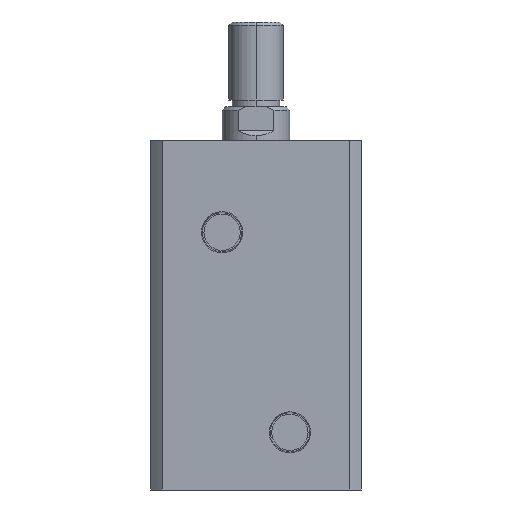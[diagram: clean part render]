
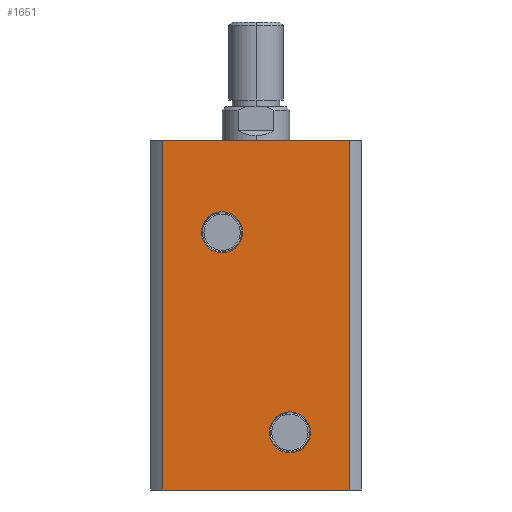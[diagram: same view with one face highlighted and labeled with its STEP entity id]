
A CAD part, left-side view. The second image highlights one B-rep face of the part: STEP entity #1651.
In plain terms, the highlighted planar face has unit normal (-1, 0, 0).
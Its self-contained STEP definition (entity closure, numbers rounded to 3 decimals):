
#906 = CARTESIAN_POINT ( 'NONE',  ( -31., -10., 17. ) ) ;
#907 = DIRECTION ( 'NONE',  ( -1., 0., 0. ) ) ;
#908 = DIRECTION ( 'NONE',  ( 0., 0., 1. ) ) ;
#917 = CARTESIAN_POINT ( 'NONE',  ( -31., 27.591, 103. ) ) ;
#918 = DIRECTION ( 'NONE',  ( 0., 0., -1. ) ) ;
#1056 = CARTESIAN_POINT ( 'NONE',  ( -31., 10., 76. ) ) ;
#1057 = DIRECTION ( 'NONE',  ( -1., 0., 0. ) ) ;
#1058 = DIRECTION ( 'NONE',  ( 0., 0., 1. ) ) ;
#1101 = CARTESIAN_POINT ( 'NONE',  ( -31., -10., 17. ) ) ;
#1102 = DIRECTION ( 'NONE',  ( -1., 0., 0. ) ) ;
#1103 = DIRECTION ( 'NONE',  ( 0., 0., 1. ) ) ;
#1104 = CARTESIAN_POINT ( 'NONE',  ( -31., -27.591, 103. ) ) ;
#1105 = DIRECTION ( 'NONE',  ( 0., 0., -1. ) ) ;
#1106 = CARTESIAN_POINT ( 'NONE',  ( -31., 10., 76. ) ) ;
#1107 = DIRECTION ( 'NONE',  ( -1., 0., 0. ) ) ;
#1108 = DIRECTION ( 'NONE',  ( 0., 0., 1. ) ) ;
#1112 = CARTESIAN_POINT ( 'NONE',  ( -31., 0., 0. ) ) ;
#1113 = DIRECTION ( 'NONE',  ( 0., -1., 0. ) ) ;
#1157 = CARTESIAN_POINT ( 'NONE',  ( -31., 0., 103. ) ) ;
#1158 = DIRECTION ( 'NONE',  ( 0., -1., 0. ) ) ;
#1391 = EDGE_CURVE ( 'NONE', #3064, #3063, #2711, .T. ) ;
#1400 = EDGE_CURVE ( 'NONE', #1947, #1899, #2727, .T. ) ;
#1456 = EDGE_CURVE ( 'NONE', #3080, #3075, #2814, .T. ) ;
#1476 = EDGE_CURVE ( 'NONE', #3063, #3064, #2852, .T. ) ;
#1477 = EDGE_CURVE ( 'NONE', #3075, #3080, #2854, .T. ) ;
#1479 = EDGE_CURVE ( 'NONE', #1903, #1920, #2856, .T. ) ;
#1480 = EDGE_CURVE ( 'NONE', #1899, #1920, #2857, .T. ) ;
#1499 = EDGE_CURVE ( 'NONE', #1947, #1903, #2883, .T. ) ;
#1582 = AXIS2_PLACEMENT_3D ( 'NONE', #906, #907, #908 ) ;
#1602 = AXIS2_PLACEMENT_3D ( 'NONE', #1056, #1057, #1058 ) ;
#1611 = AXIS2_PLACEMENT_3D ( 'NONE', #1101, #1102, #1103 ) ;
#1612 = AXIS2_PLACEMENT_3D ( 'NONE', #1106, #1107, #1108 ) ;
#1651 = ADVANCED_FACE ( 'NONE', ( #2943, #2949, #2947 ), #1897, .F. ) ;
#1886 = DIRECTION ( 'NONE',  ( 1., 0., 0. ) ) ;
#1895 = CARTESIAN_POINT ( 'NONE',  ( -31., 0., 103. ) ) ;
#1897 = PLANE ( 'NONE',  #3628 ) ;
#1899 = VERTEX_POINT ( 'NONE', #2285 ) ;
#1900 = DIRECTION ( 'NONE',  ( 0., 0., -1. ) ) ;
#1903 = VERTEX_POINT ( 'NONE', #2288 ) ;
#1920 = VERTEX_POINT ( 'NONE', #2283 ) ;
#1947 = VERTEX_POINT ( 'NONE', #2291 ) ;
#2283 = CARTESIAN_POINT ( 'NONE',  ( -31., -27.591, 0. ) ) ;
#2285 = CARTESIAN_POINT ( 'NONE',  ( -31., 27.591, 0. ) ) ;
#2288 = CARTESIAN_POINT ( 'NONE',  ( -31., -27.591, 103. ) ) ;
#2291 = CARTESIAN_POINT ( 'NONE',  ( -31., 27.591, 103. ) ) ;
#2337 = CARTESIAN_POINT ( 'NONE',  ( -31., -10., 23.06 ) ) ;
#2338 = CARTESIAN_POINT ( 'NONE',  ( -31., -10., 10.94 ) ) ;
#2349 = CARTESIAN_POINT ( 'NONE',  ( -31., 10., 82.06 ) ) ;
#2354 = CARTESIAN_POINT ( 'NONE',  ( -31., 10., 69.94 ) ) ;
#2446 = ORIENTED_EDGE ( 'NONE', *, *, #1499, .F. ) ;
#2447 = ORIENTED_EDGE ( 'NONE', *, *, #1400, .T. ) ;
#2711 = CIRCLE ( 'NONE', #1582, 6.06 ) ;
#2727 = LINE ( 'NONE', #917, #2729 ) ;
#2729 = VECTOR ( 'NONE', #918, 1000. ) ;
#2814 = CIRCLE ( 'NONE', #1602, 6.06 ) ;
#2852 = CIRCLE ( 'NONE', #1611, 6.06 ) ;
#2854 = CIRCLE ( 'NONE', #1612, 6.06 ) ;
#2856 = LINE ( 'NONE', #1104, #2858 ) ;
#2857 = LINE ( 'NONE', #1112, #2860 ) ;
#2858 = VECTOR ( 'NONE', #1105, 1000. ) ;
#2860 = VECTOR ( 'NONE', #1113, 1000. ) ;
#2883 = LINE ( 'NONE', #1157, #2885 ) ;
#2885 = VECTOR ( 'NONE', #1158, 1000. ) ;
#2943 = FACE_BOUND ( 'NONE', #3236, .T. ) ;
#2947 = FACE_OUTER_BOUND ( 'NONE', #3256, .T. ) ;
#2949 = FACE_BOUND ( 'NONE', #3249, .T. ) ;
#3063 = VERTEX_POINT ( 'NONE', #2337 ) ;
#3064 = VERTEX_POINT ( 'NONE', #2338 ) ;
#3075 = VERTEX_POINT ( 'NONE', #2349 ) ;
#3080 = VERTEX_POINT ( 'NONE', #2354 ) ;
#3236 = EDGE_LOOP ( 'NONE', ( #3588, #3589 ) ) ;
#3249 = EDGE_LOOP ( 'NONE', ( #3590, #3591 ) ) ;
#3256 = EDGE_LOOP ( 'NONE', ( #3592, #3593, #2446, #2447 ) ) ;
#3588 = ORIENTED_EDGE ( 'NONE', *, *, #1477, .F. ) ;
#3589 = ORIENTED_EDGE ( 'NONE', *, *, #1456, .F. ) ;
#3590 = ORIENTED_EDGE ( 'NONE', *, *, #1476, .F. ) ;
#3591 = ORIENTED_EDGE ( 'NONE', *, *, #1391, .F. ) ;
#3592 = ORIENTED_EDGE ( 'NONE', *, *, #1480, .T. ) ;
#3593 = ORIENTED_EDGE ( 'NONE', *, *, #1479, .F. ) ;
#3628 = AXIS2_PLACEMENT_3D ( 'NONE', #1895, #1886, #1900 ) ;
